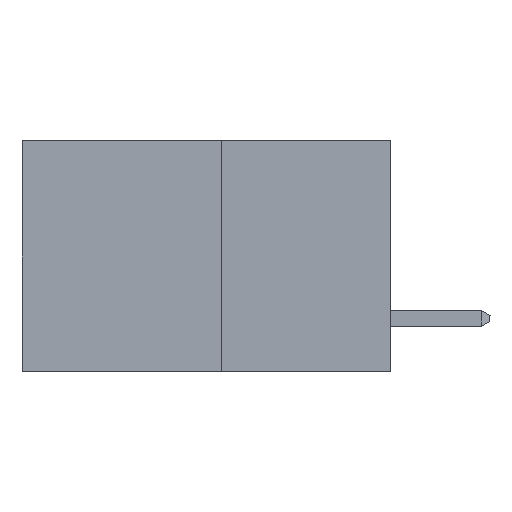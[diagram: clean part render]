
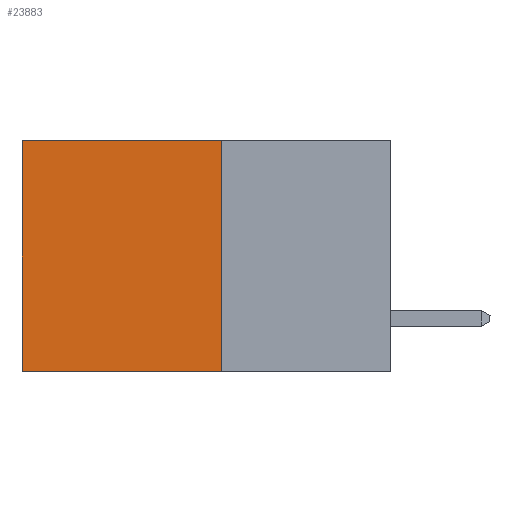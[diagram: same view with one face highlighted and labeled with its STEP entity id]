
A CAD part, left-side view. The second image highlights one B-rep face of the part: STEP entity #23883.
In plain terms, the highlighted planar face has unit normal (-1, 0, 0).
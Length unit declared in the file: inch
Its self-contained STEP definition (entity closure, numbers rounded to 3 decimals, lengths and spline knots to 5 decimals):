
#456 = CARTESIAN_POINT ( 'NONE',  ( 0.277, 0.59, -0.37 ) ) ;
#504 = CARTESIAN_POINT ( 'NONE',  ( 0.277, 0.27, -0.37 ) ) ;
#1022 = ORIENTED_EDGE ( 'NONE', *, *, #28643, .F. ) ;
#1271 = FACE_OUTER_BOUND ( 'NONE', #25141, .T. ) ;
#1556 = ORIENTED_EDGE ( 'NONE', *, *, #4579, .F. ) ;
#2733 = VERTEX_POINT ( 'NONE', #9594 ) ;
#2775 = DIRECTION ( 'NONE',  ( 0., 0., -1. ) ) ;
#3255 = VECTOR ( 'NONE', #14439, 39.37008 ) ;
#3383 = CARTESIAN_POINT ( 'NONE',  ( 0.277, 0.27, -0.37 ) ) ;
#4579 = EDGE_CURVE ( 'NONE', #2733, #18879, #23028, .T. ) ;
#4957 = DIRECTION ( 'NONE',  ( 0., 0., -1. ) ) ;
#5006 = DIRECTION ( 'NONE',  ( 0., 0., -1. ) ) ;
#5013 = ORIENTED_EDGE ( 'NONE', *, *, #26164, .T. ) ;
#5488 = CARTESIAN_POINT ( 'NONE',  ( 0.277, 0.27, -0.37 ) ) ;
#5710 = DIRECTION ( 'NONE',  ( 0., 1., 0. ) ) ;
#9254 = CARTESIAN_POINT ( 'NONE',  ( 0.277, 0.59, 0. ) ) ;
#9594 = CARTESIAN_POINT ( 'NONE',  ( 0.277, 0.27, 0. ) ) ;
#10127 = LINE ( 'NONE', #23576, #3255 ) ;
#11523 = VECTOR ( 'NONE', #5006, 39.37008 ) ;
#11688 = VERTEX_POINT ( 'NONE', #9254 ) ;
#13118 = EDGE_CURVE ( 'NONE', #2733, #11688, #10127, .T. ) ;
#13676 = VECTOR ( 'NONE', #4957, 39.37008 ) ;
#14237 = PLANE ( 'NONE',  #14460 ) ;
#14439 = DIRECTION ( 'NONE',  ( 0., 1., 0. ) ) ;
#14460 = AXIS2_PLACEMENT_3D ( 'NONE', #504, #16539, #2775 ) ;
#14850 = LINE ( 'NONE', #3383, #26339 ) ;
#15750 = ORIENTED_EDGE ( 'NONE', *, *, #13118, .T. ) ;
#15876 = CARTESIAN_POINT ( 'NONE',  ( 0.277, 0.27, -0.37 ) ) ;
#16493 = VERTEX_POINT ( 'NONE', #21664 ) ;
#16539 = DIRECTION ( 'NONE',  ( 1., 0., 0. ) ) ;
#18879 = VERTEX_POINT ( 'NONE', #15876 ) ;
#20503 = LINE ( 'NONE', #456, #13676 ) ;
#21664 = CARTESIAN_POINT ( 'NONE',  ( 0.277, 0.59, -0.37 ) ) ;
#23028 = LINE ( 'NONE', #5488, #11523 ) ;
#23576 = CARTESIAN_POINT ( 'NONE',  ( 0.277, 0.27, 0. ) ) ;
#23883 = ADVANCED_FACE ( 'NONE', ( #1271 ), #14237, .F. ) ;
#25141 = EDGE_LOOP ( 'NONE', ( #5013, #1022, #1556, #15750 ) ) ;
#26164 = EDGE_CURVE ( 'NONE', #11688, #16493, #20503, .T. ) ;
#26339 = VECTOR ( 'NONE', #5710, 39.37008 ) ;
#28643 = EDGE_CURVE ( 'NONE', #18879, #16493, #14850, .T. ) ;
